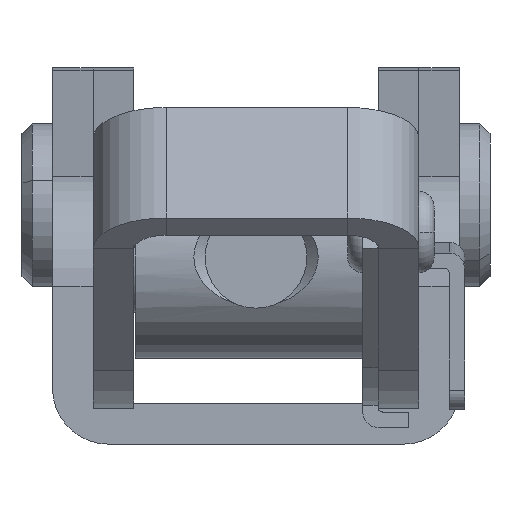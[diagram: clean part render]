
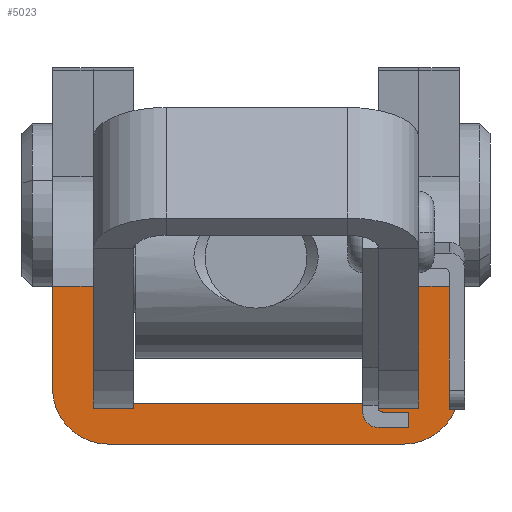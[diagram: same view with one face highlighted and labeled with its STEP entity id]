
A CAD part, front view. The second image highlights one B-rep face of the part: STEP entity #5023.
In plain terms, the highlighted face is planar.
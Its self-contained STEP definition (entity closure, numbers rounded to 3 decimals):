
#25 = CARTESIAN_POINT ( 'NONE',  ( 4., 37., -74.5 ) ) ;
#31 = CARTESIAN_POINT ( 'NONE',  ( 4., 15.5, -74.5 ) ) ;
#101 = CARTESIAN_POINT ( 'NONE',  ( 5.5, 0., -74.5 ) ) ;
#193 = EDGE_CURVE ( 'NONE', #1689, #2526, #557, .T. ) ;
#272 = EDGE_CURVE ( 'NONE', #2470, #4250, #3953, .T. ) ;
#361 = ORIENTED_EDGE ( 'NONE', *, *, #4637, .T. ) ;
#400 = LINE ( 'NONE', #5512, #1609 ) ;
#408 = LINE ( 'NONE', #1161, #2952 ) ;
#449 = VERTEX_POINT ( 'NONE', #3998 ) ;
#474 = CARTESIAN_POINT ( 'NONE',  ( 40., 15.5, -74.5 ) ) ;
#522 = CARTESIAN_POINT ( 'NONE',  ( 36., 5.5, -74.5 ) ) ;
#557 = LINE ( 'NONE', #474, #5947 ) ;
#651 = DIRECTION ( 'NONE',  ( -1., 0., 0. ) ) ;
#696 = VERTEX_POINT ( 'NONE', #1289 ) ;
#762 = LINE ( 'NONE', #6211, #5502 ) ;
#776 = ORIENTED_EDGE ( 'NONE', *, *, #2601, .T. ) ;
#848 = CARTESIAN_POINT ( 'NONE',  ( 40., 15.5, -74.5 ) ) ;
#898 = CARTESIAN_POINT ( 'NONE',  ( 5.5, 4., -74.5 ) ) ;
#1053 = CARTESIAN_POINT ( 'NONE',  ( 4., 5.5, -74.5 ) ) ;
#1088 = LINE ( 'NONE', #5923, #2271 ) ;
#1161 = CARTESIAN_POINT ( 'NONE',  ( 4., 4., -74.5 ) ) ;
#1202 = DIRECTION ( 'NONE',  ( 1., 0., 0. ) ) ;
#1257 = PLANE ( 'NONE',  #1999 ) ;
#1289 = CARTESIAN_POINT ( 'NONE',  ( 0., 15.5, -74.5 ) ) ;
#1409 = DIRECTION ( 'NONE',  ( 0., -1., 0. ) ) ;
#1563 = VECTOR ( 'NONE', #5039, 1000. ) ;
#1598 = ORIENTED_EDGE ( 'NONE', *, *, #4168, .F. ) ;
#1609 = VECTOR ( 'NONE', #6044, 1000. ) ;
#1613 = DIRECTION ( 'NONE',  ( 0., 0., -1. ) ) ;
#1689 = VERTEX_POINT ( 'NONE', #848 ) ;
#1717 = CARTESIAN_POINT ( 'NONE',  ( 5.5, 5.5, -74.5 ) ) ;
#1778 = DIRECTION ( 'NONE',  ( 1., 0., 0. ) ) ;
#1783 = EDGE_CURVE ( 'NONE', #449, #1689, #1088, .T. ) ;
#1789 = CARTESIAN_POINT ( 'NONE',  ( 36., 37., -74.5 ) ) ;
#1845 = DIRECTION ( 'NONE',  ( 0., 1., 0. ) ) ;
#1870 = AXIS2_PLACEMENT_3D ( 'NONE', #4616, #1613, #5122 ) ;
#1942 = VERTEX_POINT ( 'NONE', #898 ) ;
#1999 = AXIS2_PLACEMENT_3D ( 'NONE', #5799, #4784, #1778 ) ;
#2175 = EDGE_CURVE ( 'NONE', #4250, #1942, #2259, .T. ) ;
#2225 = CARTESIAN_POINT ( 'NONE',  ( 5.5, 5.5, -74.5 ) ) ;
#2259 = CIRCLE ( 'NONE', #3372, 1.5 ) ;
#2271 = VECTOR ( 'NONE', #1845, 1000. ) ;
#2275 = DIRECTION ( 'NONE',  ( 0., -1., 0. ) ) ;
#2427 = CARTESIAN_POINT ( 'NONE',  ( 34.5, 5.5, -74.5 ) ) ;
#2470 = VERTEX_POINT ( 'NONE', #31 ) ;
#2492 = ORIENTED_EDGE ( 'NONE', *, *, #2175, .T. ) ;
#2526 = VERTEX_POINT ( 'NONE', #5490 ) ;
#2601 = EDGE_CURVE ( 'NONE', #3319, #696, #4236, .T. ) ;
#2604 = VECTOR ( 'NONE', #2275, 1000. ) ;
#2606 = ORIENTED_EDGE ( 'NONE', *, *, #193, .F. ) ;
#2613 = CIRCLE ( 'NONE', #3258, 1.5 ) ;
#2653 = DIRECTION ( 'NONE',  ( -1., 0., 0. ) ) ;
#2735 = DIRECTION ( 'NONE',  ( 1., 0., 0. ) ) ;
#2740 = EDGE_CURVE ( 'NONE', #5291, #3678, #762, .T. ) ;
#2858 = ORIENTED_EDGE ( 'NONE', *, *, #2740, .T. ) ;
#2878 = CIRCLE ( 'NONE', #1870, 5.5 ) ;
#2943 = VECTOR ( 'NONE', #1409, 1000. ) ;
#2952 = VECTOR ( 'NONE', #651, 1000. ) ;
#2954 = DIRECTION ( 'NONE',  ( 1., 0., 0. ) ) ;
#3015 = EDGE_CURVE ( 'NONE', #449, #5291, #2878, .T. ) ;
#3258 = AXIS2_PLACEMENT_3D ( 'NONE', #2427, #5974, #2954 ) ;
#3319 = VERTEX_POINT ( 'NONE', #3839 ) ;
#3326 = CARTESIAN_POINT ( 'NONE',  ( 34.5, 0., -74.5 ) ) ;
#3372 = AXIS2_PLACEMENT_3D ( 'NONE', #1717, #4729, #1202 ) ;
#3397 = VERTEX_POINT ( 'NONE', #4373 ) ;
#3461 = LINE ( 'NONE', #1789, #2604 ) ;
#3595 = ORIENTED_EDGE ( 'NONE', *, *, #1783, .F. ) ;
#3678 = VERTEX_POINT ( 'NONE', #101 ) ;
#3753 = EDGE_CURVE ( 'NONE', #3397, #1942, #408, .T. ) ;
#3839 = CARTESIAN_POINT ( 'NONE',  ( 0., 5.5, -74.5 ) ) ;
#3953 = LINE ( 'NONE', #25, #2943 ) ;
#3998 = CARTESIAN_POINT ( 'NONE',  ( 40., 5.5, -74.5 ) ) ;
#4017 = ORIENTED_EDGE ( 'NONE', *, *, #4986, .T. ) ;
#4168 = EDGE_CURVE ( 'NONE', #2470, #696, #400, .T. ) ;
#4236 = LINE ( 'NONE', #4538, #1563 ) ;
#4250 = VERTEX_POINT ( 'NONE', #1053 ) ;
#4373 = CARTESIAN_POINT ( 'NONE',  ( 34.5, 4., -74.5 ) ) ;
#4427 = FACE_OUTER_BOUND ( 'NONE', #5308, .T. ) ;
#4538 = CARTESIAN_POINT ( 'NONE',  ( 0., 0., -74.5 ) ) ;
#4616 = CARTESIAN_POINT ( 'NONE',  ( 34.5, 5.5, -74.5 ) ) ;
#4637 = EDGE_CURVE ( 'NONE', #3397, #5586, #2613, .T. ) ;
#4729 = DIRECTION ( 'NONE',  ( 0., 0., 1. ) ) ;
#4784 = DIRECTION ( 'NONE',  ( 0., 0., 1. ) ) ;
#4986 = EDGE_CURVE ( 'NONE', #3678, #3319, #5937, .T. ) ;
#5023 = ADVANCED_FACE ( 'NONE', ( #4427 ), #1257, .F. ) ;
#5039 = DIRECTION ( 'NONE',  ( 0., 1., 0. ) ) ;
#5122 = DIRECTION ( 'NONE',  ( 1., 0., 0. ) ) ;
#5156 = ORIENTED_EDGE ( 'NONE', *, *, #3753, .F. ) ;
#5194 = EDGE_CURVE ( 'NONE', #2526, #5586, #3461, .T. ) ;
#5288 = ORIENTED_EDGE ( 'NONE', *, *, #3015, .T. ) ;
#5291 = VERTEX_POINT ( 'NONE', #3326 ) ;
#5308 = EDGE_LOOP ( 'NONE', ( #2858, #4017, #776, #1598, #6282, #2492, #5156, #361, #6347, #2606, #3595, #5288 ) ) ;
#5490 = CARTESIAN_POINT ( 'NONE',  ( 36., 15.5, -74.5 ) ) ;
#5502 = VECTOR ( 'NONE', #2653, 1000. ) ;
#5512 = CARTESIAN_POINT ( 'NONE',  ( 40., 15.5, -74.5 ) ) ;
#5586 = VERTEX_POINT ( 'NONE', #522 ) ;
#5774 = DIRECTION ( 'NONE',  ( 0., 0., -1. ) ) ;
#5799 = CARTESIAN_POINT ( 'NONE',  ( 40., 0., -74.5 ) ) ;
#5923 = CARTESIAN_POINT ( 'NONE',  ( 40., 0., -74.5 ) ) ;
#5937 = CIRCLE ( 'NONE', #6561, 5.5 ) ;
#5947 = VECTOR ( 'NONE', #6225, 1000. ) ;
#5974 = DIRECTION ( 'NONE',  ( 0., 0., 1. ) ) ;
#6044 = DIRECTION ( 'NONE',  ( -1., 0., 0. ) ) ;
#6211 = CARTESIAN_POINT ( 'NONE',  ( 40., 0., -74.5 ) ) ;
#6225 = DIRECTION ( 'NONE',  ( -1., 0., 0. ) ) ;
#6282 = ORIENTED_EDGE ( 'NONE', *, *, #272, .T. ) ;
#6347 = ORIENTED_EDGE ( 'NONE', *, *, #5194, .F. ) ;
#6561 = AXIS2_PLACEMENT_3D ( 'NONE', #2225, #5774, #2735 ) ;
